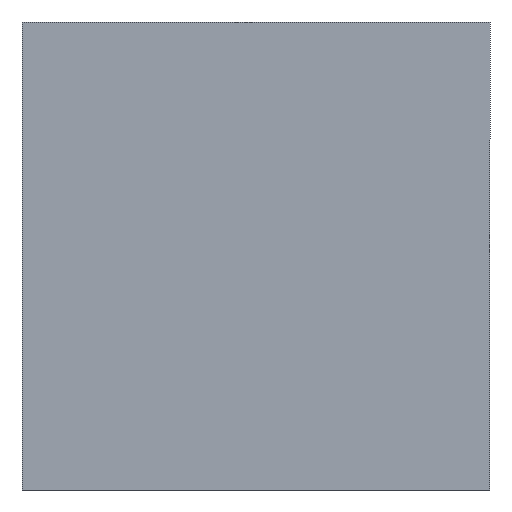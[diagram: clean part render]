
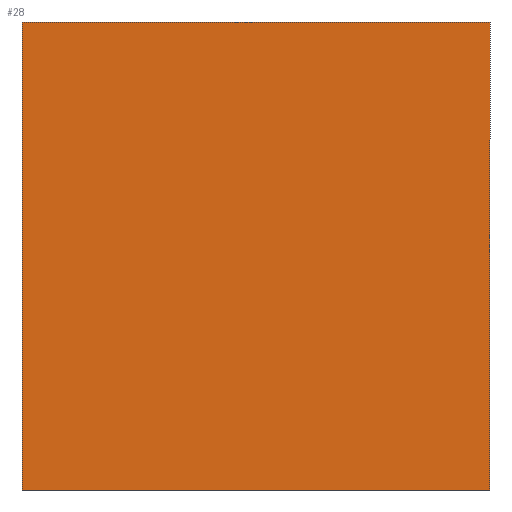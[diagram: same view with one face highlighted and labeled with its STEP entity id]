
A CAD part, front view. The second image highlights one B-rep face of the part: STEP entity #28.
In plain terms, the highlighted planar face has unit normal (0, -1, 0).
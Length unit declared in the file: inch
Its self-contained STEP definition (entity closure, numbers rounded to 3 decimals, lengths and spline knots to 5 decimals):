
#1 = VECTOR ( 'NONE', #104, 39.37008 ) ;
#5 = VECTOR ( 'NONE', #113, 39.37008 ) ;
#13 = EDGE_CURVE ( 'NONE', #39, #71, #90, .T. ) ;
#16 = EDGE_CURVE ( 'NONE', #41, #39, #102, .T. ) ;
#19 = EDGE_CURVE ( 'NONE', #71, #72, #111, .T. ) ;
#23 = EDGE_CURVE ( 'NONE', #72, #41, #123, .T. ) ;
#28 = ADVANCED_FACE ( 'NONE', ( #31 ), #147, .T. ) ;
#31 = FACE_OUTER_BOUND ( 'NONE', #45, .T. ) ;
#32 = AXIS2_PLACEMENT_3D ( 'NONE', #148, #149, #150 ) ;
#39 = VERTEX_POINT ( 'NONE', #151 ) ;
#41 = VERTEX_POINT ( 'NONE', #153 ) ;
#45 = EDGE_LOOP ( 'NONE', ( #77, #50, #49, #75 ) ) ;
#49 = ORIENTED_EDGE ( 'NONE', *, *, #16, .F. ) ;
#50 = ORIENTED_EDGE ( 'NONE', *, *, #13, .F. ) ;
#56 = VECTOR ( 'NONE', #125, 39.37008 ) ;
#71 = VERTEX_POINT ( 'NONE', #157 ) ;
#72 = VERTEX_POINT ( 'NONE', #158 ) ;
#75 = ORIENTED_EDGE ( 'NONE', *, *, #23, .F. ) ;
#77 = ORIENTED_EDGE ( 'NONE', *, *, #19, .F. ) ;
#90 = LINE ( 'NONE', #91, #202 ) ;
#91 = CARTESIAN_POINT ( 'NONE',  ( 0., 0., 0. ) ) ;
#92 = DIRECTION ( 'NONE',  ( 0., 0., 1. ) ) ;
#102 = LINE ( 'NONE', #103, #1 ) ;
#103 = CARTESIAN_POINT ( 'NONE',  ( 0., 0., -0.75 ) ) ;
#104 = DIRECTION ( 'NONE',  ( -1., 0., 0. ) ) ;
#111 = LINE ( 'NONE', #112, #5 ) ;
#112 = CARTESIAN_POINT ( 'NONE',  ( 0.75, 0., 0. ) ) ;
#113 = DIRECTION ( 'NONE',  ( 1., 0., 0. ) ) ;
#123 = LINE ( 'NONE', #124, #56 ) ;
#124 = CARTESIAN_POINT ( 'NONE',  ( 0.75, 0., -0.75 ) ) ;
#125 = DIRECTION ( 'NONE',  ( 0., 0., -1. ) ) ;
#147 = PLANE ( 'NONE',  #32 ) ;
#148 = CARTESIAN_POINT ( 'NONE',  ( 0., 0., 0. ) ) ;
#149 = DIRECTION ( 'NONE',  ( 0., -1., 0. ) ) ;
#150 = DIRECTION ( 'NONE',  ( 0., 0., -1. ) ) ;
#151 = CARTESIAN_POINT ( 'NONE',  ( 0., 0., -0.75 ) ) ;
#153 = CARTESIAN_POINT ( 'NONE',  ( 0.75, 0., -0.75 ) ) ;
#157 = CARTESIAN_POINT ( 'NONE',  ( 0., 0., 0. ) ) ;
#158 = CARTESIAN_POINT ( 'NONE',  ( 0.75, 0., 0. ) ) ;
#202 = VECTOR ( 'NONE', #92, 39.37008 ) ;
